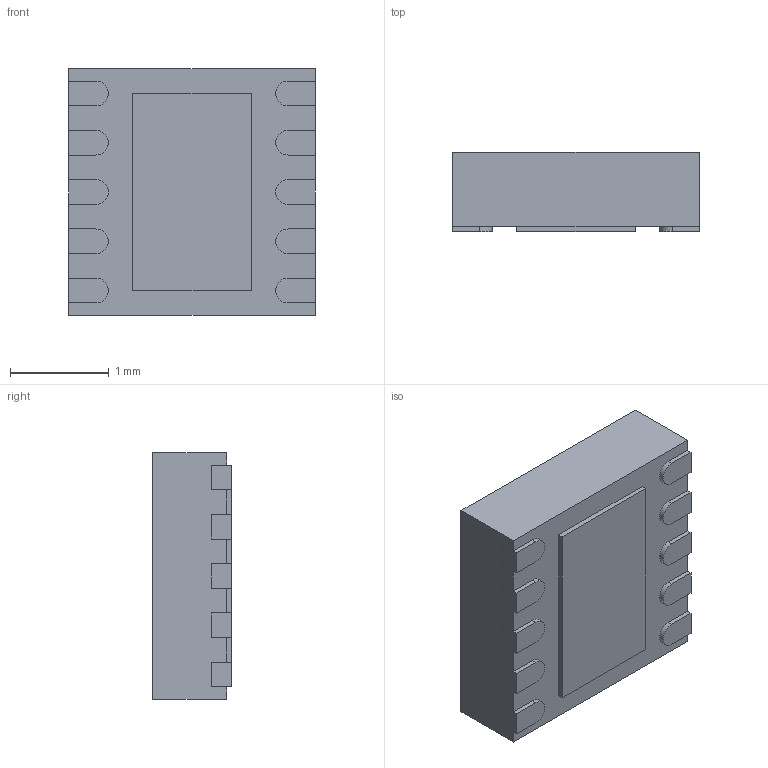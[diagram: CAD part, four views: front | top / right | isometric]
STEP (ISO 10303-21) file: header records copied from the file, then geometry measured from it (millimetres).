
FILE_DESCRIPTION (( 'STEP AP214' ), '1' );
FILE_NAME ('TPS7A9201DSKT.STEP', '2025-08-28T18:24:00', ( '' ), ( '' ), 'SwSTEP 2.0', 'SolidWorks 2021', '' );
FILE_SCHEMA (( 'AUTOMOTIVE_DESIGN' ));
Length unit declared in the file: millimetre
Products named in the file (1): TPS7A9201DSKT
Bounding box: 2.5 x 0.8 x 2.5 mm (x, y, z)
Volume: 4.9 mm3; surface area: 32.5 mm2
Topology: 13 solids, 13 shells, 134 faces, 318 edges, 212 vertices
Faces by surface type: plane 100, cylinder 34
Entity records: 3992 total; most frequent: CARTESIAN_POINT 665, DIRECTION 656, ORIENTED_EDGE 636, EDGE_CURVE 318, LINE 250, VECTOR 250, VERTEX_POINT 212, AXIS2_PLACEMENT_3D 203
